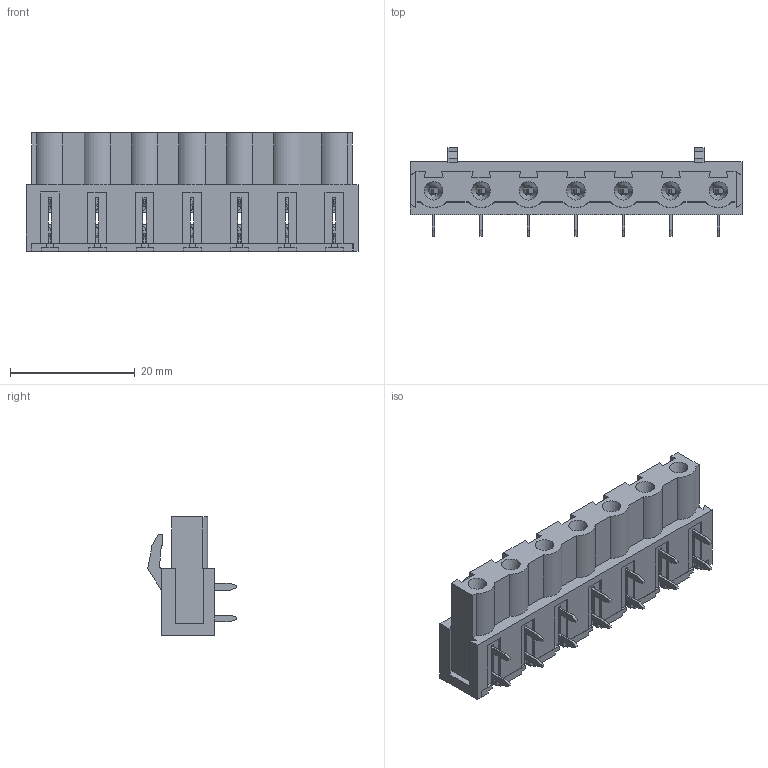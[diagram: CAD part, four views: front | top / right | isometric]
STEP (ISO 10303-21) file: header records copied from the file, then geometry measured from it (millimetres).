
FILE_DESCRIPTION( ( 'Unknown' ), '1' );
FILE_NAME( '691309410007.stp', 'Unknown', ( 'Unknown' ), ( 'Unknown' ), 'PSStep 18.0.17', 'Unknown', ' ' );
FILE_SCHEMA( ( 'AUTOMOTIVE_DESIGN { 1 0 10303 214 1 1 1 1 }' ) );
Length unit declared in the file: millimetre
Products named in the file (4): Assem1; 6913094100xx_PIN; 691309410007; 691309410007_CAPOT
Assembly tree (9 placements, depth 2):
  Assem1
    6913094100xx_PIN  x7
    691309410007
    691309410007_CAPOT
Bounding box: 53.32 x 14.25 x 19 mm (x, y, z)
Volume: 3992.3 mm3; surface area: 8751.7 mm2
Topology: 9 solids, 9 shells, 1041 faces, 2884 edges, 1854 vertices
Faces by surface type: plane 754, cylinder 254, cone 19, sphere 14
Full cylindrical faces by diameter (mm): 0.9 x14
Entity records: 21635 total; most frequent: CARTESIAN_POINT 3208, ORIENTED_EDGE 3000, DIRECTION 2725, EDGE_CURVE 1500, LINE 1301, VECTOR 1301, VERTEX_POINT 1011, AXIS2_PLACEMENT_3D 712
